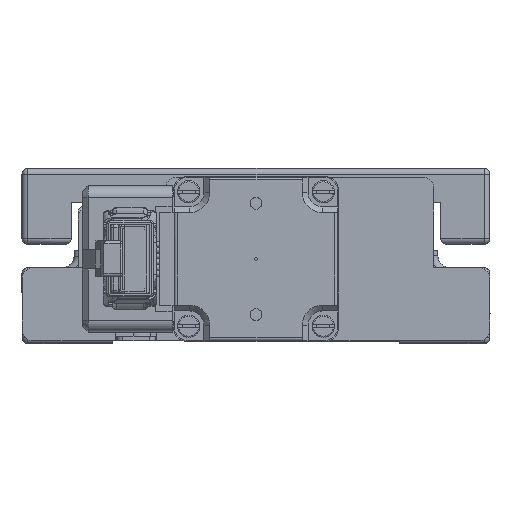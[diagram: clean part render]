
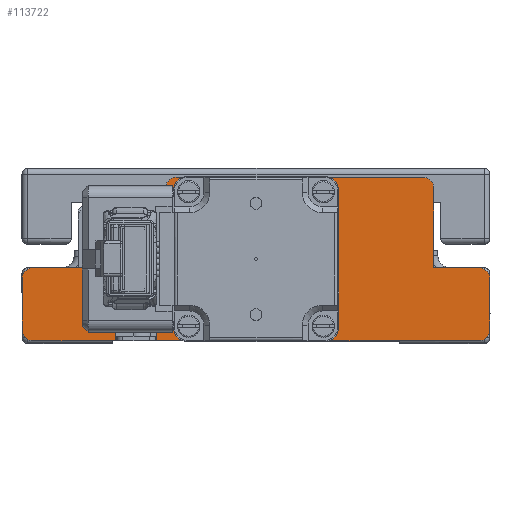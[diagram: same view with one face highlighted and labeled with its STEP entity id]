
A CAD part, front view. The second image highlights one B-rep face of the part: STEP entity #113722.
In plain terms, the highlighted face is planar.
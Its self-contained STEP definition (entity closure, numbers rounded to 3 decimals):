
#2946=PLANE('',#150980);
#8382=LINE('',#203477,#21555);
#8383=LINE('',#203480,#21556);
#8384=LINE('',#203482,#21557);
#8385=LINE('',#203484,#21558);
#8386=LINE('',#203486,#21559);
#8387=LINE('',#203490,#21560);
#8388=LINE('',#203494,#21561);
#8389=LINE('',#203496,#21562);
#8390=LINE('',#203500,#21563);
#8391=LINE('',#203504,#21564);
#8392=LINE('',#203506,#21565);
#8393=LINE('',#203510,#21566);
#21555=VECTOR('',#161712,1000.);
#21556=VECTOR('',#161713,1000.);
#21557=VECTOR('',#161714,1000.);
#21558=VECTOR('',#161715,1000.);
#21559=VECTOR('',#161716,1000.);
#21560=VECTOR('',#161719,1000.);
#21561=VECTOR('',#161722,1000.);
#21562=VECTOR('',#161723,1000.);
#21563=VECTOR('',#161726,1000.);
#21564=VECTOR('',#161729,1000.);
#21565=VECTOR('',#161730,1000.);
#21566=VECTOR('',#161733,1000.);
#37890=ORIENTED_EDGE('',*,*,#69578,.T.);
#37891=ORIENTED_EDGE('',*,*,#69579,.F.);
#37892=ORIENTED_EDGE('',*,*,#69580,.F.);
#37893=ORIENTED_EDGE('',*,*,#69581,.F.);
#37894=ORIENTED_EDGE('',*,*,#69582,.T.);
#37895=ORIENTED_EDGE('',*,*,#69583,.T.);
#37896=ORIENTED_EDGE('',*,*,#69584,.T.);
#37897=ORIENTED_EDGE('',*,*,#69585,.T.);
#37898=ORIENTED_EDGE('',*,*,#69586,.F.);
#37899=ORIENTED_EDGE('',*,*,#69587,.F.);
#37900=ORIENTED_EDGE('',*,*,#69588,.T.);
#37901=ORIENTED_EDGE('',*,*,#69589,.T.);
#37902=ORIENTED_EDGE('',*,*,#69590,.T.);
#37903=ORIENTED_EDGE('',*,*,#69591,.F.);
#37904=ORIENTED_EDGE('',*,*,#69592,.F.);
#37905=ORIENTED_EDGE('',*,*,#69593,.T.);
#37906=ORIENTED_EDGE('',*,*,#69594,.T.);
#37907=ORIENTED_EDGE('',*,*,#69595,.T.);
#69578=EDGE_CURVE('',#85816,#85817,#8382,.T.);
#69579=EDGE_CURVE('',#85818,#85817,#8383,.T.);
#69580=EDGE_CURVE('',#85819,#85818,#8384,.T.);
#69581=EDGE_CURVE('',#85820,#85819,#8385,.T.);
#69582=EDGE_CURVE('',#85820,#85821,#8386,.T.);
#69583=EDGE_CURVE('',#85821,#85822,#95885,.T.);
#69584=EDGE_CURVE('',#85822,#85823,#8387,.T.);
#69585=EDGE_CURVE('',#85823,#85824,#95886,.T.);
#69586=EDGE_CURVE('',#85825,#85824,#8388,.T.);
#69587=EDGE_CURVE('',#85826,#85825,#8389,.T.);
#69588=EDGE_CURVE('',#85826,#85827,#95887,.T.);
#69589=EDGE_CURVE('',#85827,#85828,#8390,.T.);
#69590=EDGE_CURVE('',#85828,#85829,#95888,.T.);
#69591=EDGE_CURVE('',#85830,#85829,#8391,.T.);
#69592=EDGE_CURVE('',#85831,#85830,#8392,.T.);
#69593=EDGE_CURVE('',#85831,#85832,#95889,.T.);
#69594=EDGE_CURVE('',#85832,#85833,#8393,.T.);
#69595=EDGE_CURVE('',#85833,#85816,#95890,.T.);
#85816=VERTEX_POINT('',#203478);
#85817=VERTEX_POINT('',#203479);
#85818=VERTEX_POINT('',#203481);
#85819=VERTEX_POINT('',#203483);
#85820=VERTEX_POINT('',#203485);
#85821=VERTEX_POINT('',#203487);
#85822=VERTEX_POINT('',#203489);
#85823=VERTEX_POINT('',#203491);
#85824=VERTEX_POINT('',#203493);
#85825=VERTEX_POINT('',#203495);
#85826=VERTEX_POINT('',#203497);
#85827=VERTEX_POINT('',#203499);
#85828=VERTEX_POINT('',#203501);
#85829=VERTEX_POINT('',#203503);
#85830=VERTEX_POINT('',#203505);
#85831=VERTEX_POINT('',#203507);
#85832=VERTEX_POINT('',#203509);
#85833=VERTEX_POINT('',#203511);
#95885=CIRCLE('',#150981,2.);
#95886=CIRCLE('',#150982,2.);
#95887=CIRCLE('',#150983,2.);
#95888=CIRCLE('',#150984,2.);
#95889=CIRCLE('',#150985,2.);
#95890=CIRCLE('',#150986,2.);
#98835=EDGE_LOOP('',(#37890,#37891,#37892,#37893,#37894,#37895,#37896,#37897,
#37898,#37899,#37900,#37901,#37902,#37903,#37904,#37905,#37906,#37907));
#105799=FACE_BOUND('',#98835,.T.);
#113722=ADVANCED_FACE('',(#105799),#2946,.F.);
#150980=AXIS2_PLACEMENT_3D('',#203476,#161710,#161711);
#150981=AXIS2_PLACEMENT_3D('',#203488,#161717,#161718);
#150982=AXIS2_PLACEMENT_3D('',#203492,#161720,#161721);
#150983=AXIS2_PLACEMENT_3D('',#203498,#161724,#161725);
#150984=AXIS2_PLACEMENT_3D('',#203502,#161727,#161728);
#150985=AXIS2_PLACEMENT_3D('',#203508,#161731,#161732);
#150986=AXIS2_PLACEMENT_3D('',#203512,#161734,#161735);
#161710=DIRECTION('',(0.,0.,-1.));
#161711=DIRECTION('',(-1.,0.,0.));
#161712=DIRECTION('',(1.,0.,0.));
#161713=DIRECTION('',(0.,-1.,0.));
#161714=DIRECTION('',(-1.,0.,0.));
#161715=DIRECTION('',(0.,1.,0.));
#161716=DIRECTION('',(1.,0.,0.));
#161717=DIRECTION('',(0.,0.,1.));
#161718=DIRECTION('',(-1.,0.,0.));
#161719=DIRECTION('',(0.,1.,0.));
#161720=DIRECTION('',(0.,0.,1.));
#161721=DIRECTION('',(-1.,0.,0.));
#161722=DIRECTION('',(1.,0.,0.));
#161723=DIRECTION('',(0.,-1.,0.));
#161724=DIRECTION('',(0.,0.,1.));
#161725=DIRECTION('',(-1.,0.,0.));
#161726=DIRECTION('',(-1.,0.,0.));
#161727=DIRECTION('',(0.,0.,1.));
#161728=DIRECTION('',(-1.,0.,0.));
#161729=DIRECTION('',(0.,1.,0.));
#161730=DIRECTION('',(1.,0.,0.));
#161731=DIRECTION('',(0.,0.,1.));
#161732=DIRECTION('',(-1.,0.,0.));
#161733=DIRECTION('',(0.,-1.,0.));
#161734=DIRECTION('',(0.,0.,1.));
#161735=DIRECTION('',(-1.,0.,0.));
#203476=CARTESIAN_POINT('',(0.,12.,106.5));
#203477=CARTESIAN_POINT('',(-40.,0.5,106.5));
#203478=CARTESIAN_POINT('',(-38.,0.5,106.5));
#203479=CARTESIAN_POINT('',(-24.,0.5,106.5));
#203480=CARTESIAN_POINT('',(-24.,0.5,106.5));
#203481=CARTESIAN_POINT('',(-24.,5.5,106.5));
#203482=CARTESIAN_POINT('',(-17.,5.5,106.5));
#203483=CARTESIAN_POINT('',(-17.,5.5,106.5));
#203484=CARTESIAN_POINT('',(-17.,0.5,106.5));
#203485=CARTESIAN_POINT('',(-17.,0.5,106.5));
#203486=CARTESIAN_POINT('',(-40.,0.5,106.5));
#203487=CARTESIAN_POINT('',(38.,0.5,106.5));
#203488=CARTESIAN_POINT('',(38.,2.5,106.5));
#203489=CARTESIAN_POINT('',(40.,2.5,106.5));
#203490=CARTESIAN_POINT('',(40.,0.5,106.5));
#203491=CARTESIAN_POINT('',(40.,11.,106.5));
#203492=CARTESIAN_POINT('',(38.,11.,106.5));
#203493=CARTESIAN_POINT('',(38.,13.,106.5));
#203494=CARTESIAN_POINT('',(40.,13.,106.5));
#203495=CARTESIAN_POINT('',(30.4,13.,106.5));
#203496=CARTESIAN_POINT('',(30.4,52.046,106.5));
#203497=CARTESIAN_POINT('',(30.4,26.5,106.5));
#203498=CARTESIAN_POINT('',(28.4,26.5,106.5));
#203499=CARTESIAN_POINT('',(28.4,28.5,106.5));
#203500=CARTESIAN_POINT('',(-40.,28.5,106.5));
#203501=CARTESIAN_POINT('',(-13.5,28.5,106.5));
#203502=CARTESIAN_POINT('',(-13.5,26.5,106.5));
#203503=CARTESIAN_POINT('',(-15.5,26.5,106.5));
#203504=CARTESIAN_POINT('',(-15.5,28.5,106.5));
#203505=CARTESIAN_POINT('',(-15.5,13.,106.5));
#203506=CARTESIAN_POINT('',(-40.,13.,106.5));
#203507=CARTESIAN_POINT('',(-38.,13.,106.5));
#203508=CARTESIAN_POINT('',(-38.,11.,106.5));
#203509=CARTESIAN_POINT('',(-40.,11.,106.5));
#203510=CARTESIAN_POINT('',(-40.,0.5,106.5));
#203511=CARTESIAN_POINT('',(-40.,2.5,106.5));
#203512=CARTESIAN_POINT('',(-38.,2.5,106.5));
